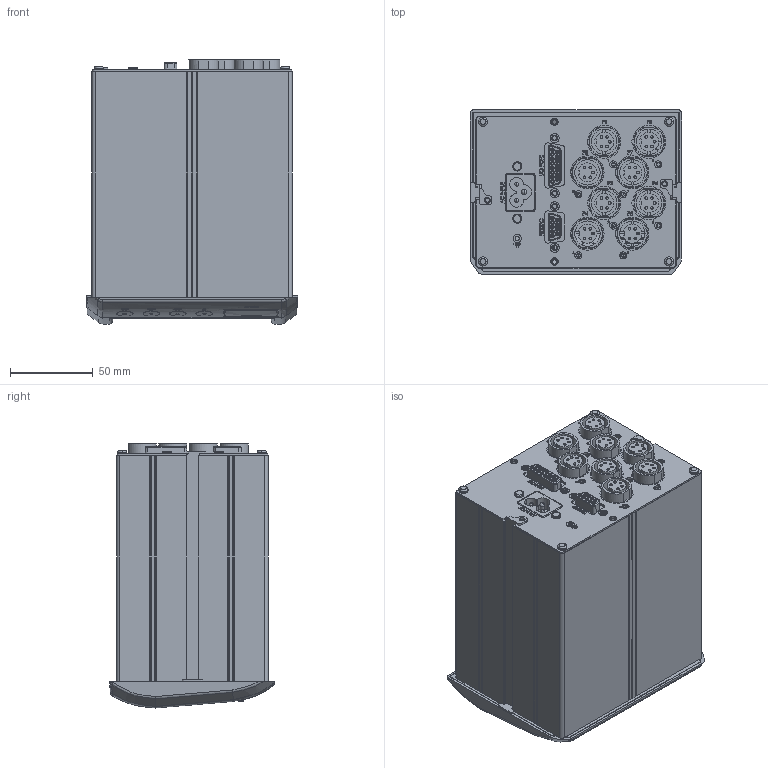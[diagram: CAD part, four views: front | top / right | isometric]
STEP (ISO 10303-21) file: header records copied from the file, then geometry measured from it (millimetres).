
FILE_DESCRIPTION (( 'STEP AP214' ), '1' );
FILE_NAME ('ML-MP.STEP', '2025-11-10T07:29:09', ( 'User' ), ( 'user' ), 'SwSTEP 2.0', 'SolidWorks 2020', '' );
FILE_SCHEMA (( 'AUTOMOTIVE_DESIGN' ));
Length unit declared in the file: millimetre
Products named in the file (1): ML-MP
Bounding box: 127.6 x 99.47 x 159.5 mm (x, y, z)
Surface area: 207959.7 mm2 (no closed solid volume)
Topology: 0 solids, 119 shells, 1099 faces, 5301 edges, 4281 vertices
Faces by surface type: cylinder 445, plane 416, bspline 140, torus 76, sphere 12, cone 10
Entity records: 79955 total; most frequent: CARTESIAN_POINT 27714, DIRECTION 7559, ORIENTED_EDGE 7238, EDGE_CURVE 5288, VERTEX_POINT 4277, AXIS2_PLACEMENT_3D 2548, VECTOR 2463, LINE 2463
